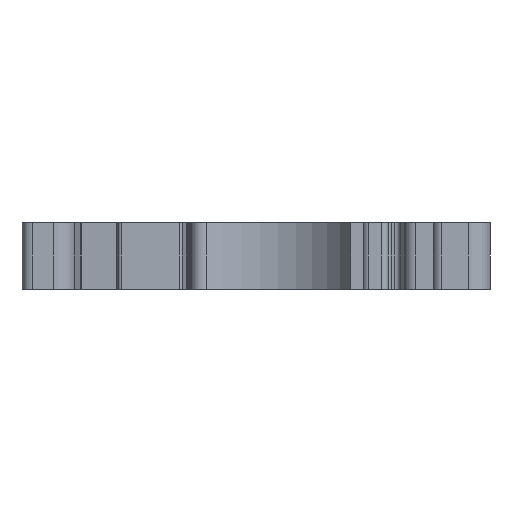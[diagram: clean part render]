
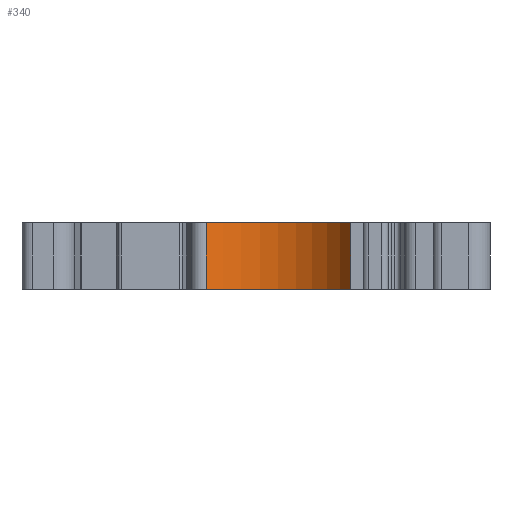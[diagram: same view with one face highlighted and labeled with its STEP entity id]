
A CAD part, front view. The second image highlights one B-rep face of the part: STEP entity #340.
In plain terms, the highlighted cylindrical face has radius 10 mm (diameter 20 mm), a partial arc.
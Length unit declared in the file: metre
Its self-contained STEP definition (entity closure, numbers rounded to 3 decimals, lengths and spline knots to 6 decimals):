
#340 = ADVANCED_FACE( '', ( #725 ), #726, .F. );
#725 = FACE_OUTER_BOUND( '', #1205, .T. );
#726 = CYLINDRICAL_SURFACE( '', #1206, 0.01 );
#1205 = EDGE_LOOP( '', ( #2167, #2168, #2169, #2170 ) );
#1206 = AXIS2_PLACEMENT_3D( '', #2171, #2172, #2173 );
#2167 = ORIENTED_EDGE( '', *, *, #3002, .T. );
#2168 = ORIENTED_EDGE( '', *, *, #3076, .F. );
#2169 = ORIENTED_EDGE( '', *, *, #3077, .F. );
#2170 = ORIENTED_EDGE( '', *, *, #2745, .T. );
#2171 = CARTESIAN_POINT( '', ( 0.000001, -0.029359, 0.0061 ) );
#2172 = DIRECTION( '', ( 0., 0., -1. ) );
#2173 = DIRECTION( '', ( -1., 0., 0. ) );
#2745 = EDGE_CURVE( '', #3325, #3323, #3326, .T. );
#3002 = EDGE_CURVE( '', #3323, #3730, #3732, .F. );
#3076 = EDGE_CURVE( '', #3833, #3730, #3834, .F. );
#3077 = EDGE_CURVE( '', #3325, #3833, #3835, .F. );
#3323 = VERTEX_POINT( '', #4157 );
#3325 = VERTEX_POINT( '', #4159 );
#3326 = LINE( '', #4160, #4161 );
#3730 = VERTEX_POINT( '', #4739 );
#3732 = CIRCLE( '', #4742, 0.01 );
#3833 = VERTEX_POINT( '', #4884 );
#3834 = LINE( '', #4885, #4886 );
#3835 = CIRCLE( '', #4887, 0.01 );
#4157 = CARTESIAN_POINT( '', ( -0.004541, -0.02045, 0. ) );
#4159 = CARTESIAN_POINT( '', ( -0.004541, -0.02045, 0.0061 ) );
#4160 = CARTESIAN_POINT( '', ( -0.004541, -0.02045, 0.0061 ) );
#4161 = VECTOR( '', #5136, 1. );
#4739 = CARTESIAN_POINT( '', ( 0.008661, -0.024359, 0. ) );
#4742 = AXIS2_PLACEMENT_3D( '', #5412, #5413, #5414 );
#4884 = CARTESIAN_POINT( '', ( 0.008661, -0.024359, 0.0061 ) );
#4885 = CARTESIAN_POINT( '', ( 0.008661, -0.024359, 0.0061 ) );
#4886 = VECTOR( '', #5507, 1. );
#4887 = AXIS2_PLACEMENT_3D( '', #5508, #5509, #5510 );
#5136 = DIRECTION( '', ( 0., 0., -1. ) );
#5412 = CARTESIAN_POINT( '', ( 0.000001, -0.029359, 0. ) );
#5413 = DIRECTION( '', ( 0., 0., 1. ) );
#5414 = DIRECTION( '', ( 1., 0., 0. ) );
#5507 = DIRECTION( '', ( 0., 0., 1. ) );
#5508 = CARTESIAN_POINT( '', ( 0.000001, -0.029359, 0.0061 ) );
#5509 = DIRECTION( '', ( 0., 0., 1. ) );
#5510 = DIRECTION( '', ( 1., 0., 0. ) );
